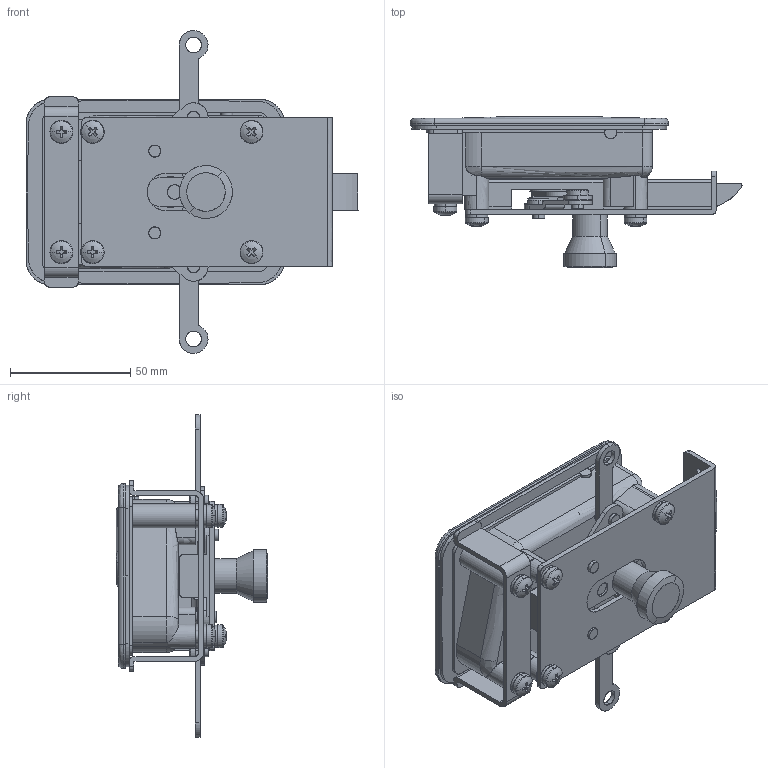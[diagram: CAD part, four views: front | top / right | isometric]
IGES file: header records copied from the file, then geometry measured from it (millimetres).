
Start section: SolidWorks IGES file using analytic representation for surfaces
Global section: file name: A-540-3-1-L.IGS,15; native system: HSolidWorks 2011; preprocessor: SolidWorks 2011; author: 1337yo; date: 120509.161741; units: millimetre
Bounding box: 137.94 x 62.8 x 134.12 mm (x, y, z)
Surface area: 89315 mm2 (no closed solid volume)
Topology: 0 solids, 0 shells, 717 faces, 10390 edges, 10387 vertices
Faces by surface type: bspline 374, revolution 343
